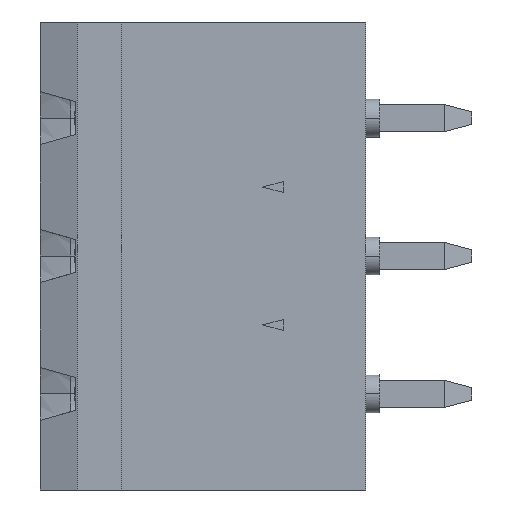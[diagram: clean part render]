
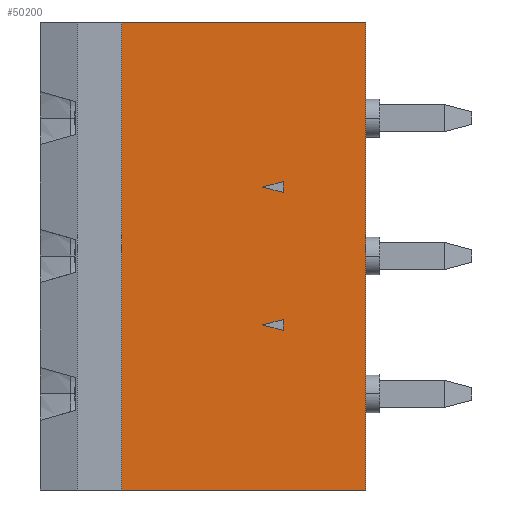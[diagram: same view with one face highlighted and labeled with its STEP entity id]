
A CAD part, left-side view. The second image highlights one B-rep face of the part: STEP entity #50200.
In plain terms, the highlighted face is planar.
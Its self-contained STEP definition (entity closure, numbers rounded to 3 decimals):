
#15280=CARTESIAN_POINT('',(45.627,45.443,3.54));
#15290=VERTEX_POINT('',#15280);
#15680=CARTESIAN_POINT('',(36.627,45.443,3.54));
#15690=VERTEX_POINT('',#15680);
#15720=CARTESIAN_POINT('',(0.,45.443,3.54));
#15730=DIRECTION('',(-1.,0.,0.));
#15740=VECTOR('',#15730,1.);
#15750=LINE('',#15720,#15740);
#15760=EDGE_CURVE('',#15290,#15690,#15750,.T.);
#33840=CARTESIAN_POINT('',(36.627,45.443,-13.7));
#33850=VERTEX_POINT('',#33840);
#33880=CARTESIAN_POINT('',(36.627,45.443,0.));
#33890=DIRECTION('',(0.,0.,-1.));
#33900=VECTOR('',#33890,1.);
#33910=LINE('',#33880,#33900);
#33920=EDGE_CURVE('',#15690,#33850,#33910,.T.);
#49450=CARTESIAN_POINT('',(45.627,45.443,-5.16));
#49460=DIRECTION('',(0.,1.,0.));
#49470=DIRECTION('',(1.,0.,0.));
#49480=AXIS2_PLACEMENT_3D('',#49450,#49460,#49470);
#49490=PLANE('',#49480);
#49500=CARTESIAN_POINT('',(39.677,45.443,-5.08));
#49510=DIRECTION('',(0.,0.,-1.));
#49520=VECTOR('',#49510,1.);
#49530=LINE('',#49500,#49520);
#49540=CARTESIAN_POINT('',(39.677,45.443,
-7.419));
#49550=VERTEX_POINT('',#49540);
#49560=CARTESIAN_POINT('',(39.677,45.443,
-7.821));
#49570=VERTEX_POINT('',#49560);
#49580=EDGE_CURVE('',#49550,#49570,#49530,.T.);
#49590=ORIENTED_EDGE('',*,*,#49580,.T.);
#49600=CARTESIAN_POINT('',(0.,45.443,3.212));
#49610=DIRECTION('',(-0.966,0.,0.259));
#49620=VECTOR('',#49610,1.);
#49630=LINE('',#49600,#49620);
#49640=CARTESIAN_POINT('',(40.427,45.443,-7.62));
#49650=VERTEX_POINT('',#49640);
#49660=EDGE_CURVE('',#49650,#49550,#49630,.T.);
#49670=ORIENTED_EDGE('',*,*,#49660,.T.);
#49680=CARTESIAN_POINT('',(0.,45.443,-18.452));
#49690=DIRECTION('',(0.966,0.,0.259));
#49700=VECTOR('',#49690,1.);
#49710=LINE('',#49680,#49700);
#49720=EDGE_CURVE('',#49570,#49650,#49710,.T.);
#49730=ORIENTED_EDGE('',*,*,#49720,.T.);
#49740=EDGE_LOOP('',(#49730,#49670,#49590));
#49750=FACE_BOUND('',#49740,.T.);
#49760=CARTESIAN_POINT('',(0.,45.443,-13.7));
#49770=DIRECTION('',(-1.,0.,0.));
#49780=VECTOR('',#49770,1.);
#49790=LINE('',#49760,#49780);
#49800=CARTESIAN_POINT('',(45.627,45.443,-13.7));
#49810=VERTEX_POINT('',#49800);
#49820=EDGE_CURVE('',#49810,#33850,#49790,.T.);
#49830=ORIENTED_EDGE('',*,*,#49820,.T.);
#49840=CARTESIAN_POINT('',(45.627,45.443,-5.08));
#49850=DIRECTION('',(0.,0.,-1.));
#49860=VECTOR('',#49850,1.);
#49870=LINE('',#49840,#49860);
#49880=EDGE_CURVE('',#15290,#49810,#49870,.T.);
#49890=ORIENTED_EDGE('',*,*,#49880,.T.);
#49900=ORIENTED_EDGE('',*,*,#15760,.F.);
#49910=ORIENTED_EDGE('',*,*,#33920,.F.);
#49920=EDGE_LOOP('',(#49910,#49900,#49890,#49830));
#49930=FACE_OUTER_BOUND('',#49920,.T.);
#49940=CARTESIAN_POINT('',(39.677,45.443,0.));
#49950=DIRECTION('',(0.,0.,-1.));
#49960=VECTOR('',#49950,1.);
#49970=LINE('',#49940,#49960);
#49980=CARTESIAN_POINT('',(39.677,45.443,
-2.339));
#49990=VERTEX_POINT('',#49980);
#50000=CARTESIAN_POINT('',(39.677,45.443,
-2.741));
#50010=VERTEX_POINT('',#50000);
#50020=EDGE_CURVE('',#49990,#50010,#49970,.T.);
#50030=ORIENTED_EDGE('',*,*,#50020,.T.);
#50040=CARTESIAN_POINT('',(0.,45.443,8.292));
#50050=DIRECTION('',(-0.966,0.,0.259));
#50060=VECTOR('',#50050,1.);
#50070=LINE('',#50040,#50060);
#50080=CARTESIAN_POINT('',(40.427,45.443,-2.54));
#50090=VERTEX_POINT('',#50080);
#50100=EDGE_CURVE('',#50090,#49990,#50070,.T.);
#50110=ORIENTED_EDGE('',*,*,#50100,.T.);
#50120=CARTESIAN_POINT('',(0.,45.443,-13.372));
#50130=DIRECTION('',(0.966,0.,0.259));
#50140=VECTOR('',#50130,1.);
#50150=LINE('',#50120,#50140);
#50160=EDGE_CURVE('',#50010,#50090,#50150,.T.);
#50170=ORIENTED_EDGE('',*,*,#50160,.T.);
#50180=EDGE_LOOP('',(#50170,#50110,#50030));
#50190=FACE_BOUND('',#50180,.T.);
#50200=ADVANCED_FACE('',(#49750,#49930,#50190),#49490,.T.);
